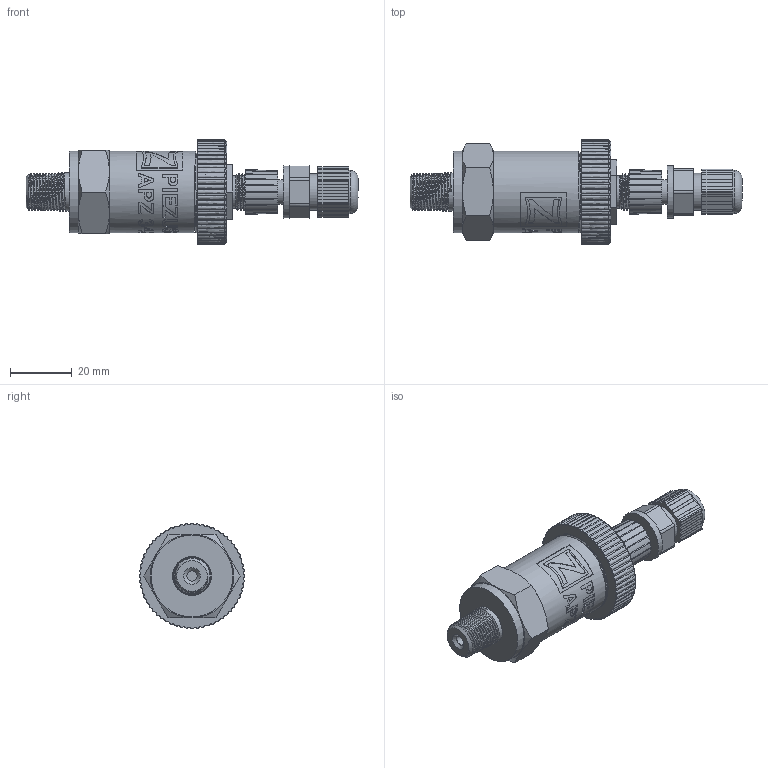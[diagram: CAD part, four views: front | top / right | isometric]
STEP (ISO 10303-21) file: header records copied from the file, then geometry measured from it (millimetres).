
FILE_DESCRIPTION(/* description */ (''),/* implementation_level */ '2;1');
FILE_NAME(/* name */ 'APZ3421_1''4NPT_M12x1-straight.step',/* time_stamp */ '2021-06-23T11:13:42+03:00',/* author */ (''),/* organization */ (''),/* preprocessor_version */ 'ST-DEVELOPER v18.1',/* originating_system */ 'Autodesk Translation Framework v10.9.0.1377',/* authorisation */ '');
FILE_SCHEMA (('AUTOMOTIVE_DESIGN { 1 0 10303 214 3 1 1 }'));
Products named in the file (6): APZ3421_1'4NPT_M12x1-straight; 1/4 NPT; OMAL nut M27x1.5 v8; M12x1 male v16; Ш100.000.002 v4; M12x1 female straight v9
Assembly tree (5 placements, depth 2):
  APZ3421_1'4NPT_M12x1-straight
    1/4 NPT
    OMAL nut M27x1.5 v8
    M12x1 male v16
    Ш100.000.002 v4
    M12x1 female straight v9
Bounding box: 107.55 x 34 x 34 mm (x, y, z)
Volume: 40938.4 mm3; surface area: 17977.6 mm2
Topology: 16 solids, 16 shells, 906 faces, 2509 edges, 1675 vertices
Faces by surface type: bspline 451, plane 262, cylinder 129, cone 60, torus 4
Full cylindrical faces by diameter (mm): 1 x12, 1.5 x4, 3.3 x1, 7.3 x1, 8 x3, 8.2 x1, 10.293 x1, 10.6 x2, 10.741 x6, 11.884 x5, 12 x1, 14 x2, 14.137 x4, 14.526 x3, 15.85 x3, 16.203 x3, 17 x1, 21.4 x2, 22.3 x1, 22.4 x1, 24.5 x1, 25.132 x4, 25.526 x4, 26.5 x6, 27.208 x5
Entity records: 67280 total; most frequent: CARTESIAN_POINT 46791, ORIENTED_EDGE 5018, DIRECTION 2842, EDGE_CURVE 2509, VERTEX_POINT 1675, LINE 1180, VECTOR 1180, EDGE_LOOP 961
